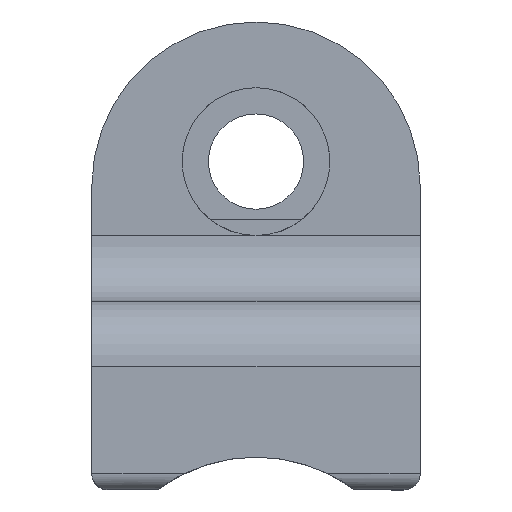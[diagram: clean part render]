
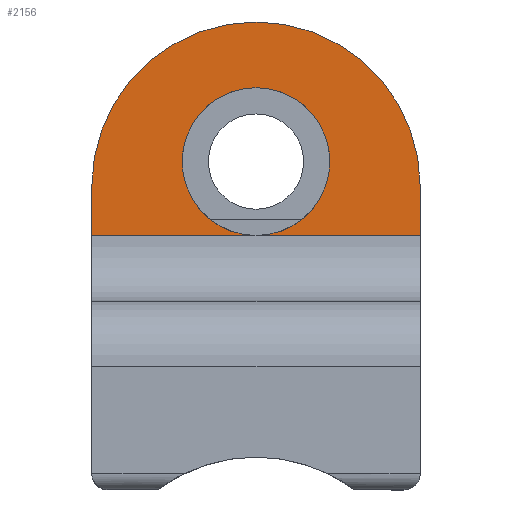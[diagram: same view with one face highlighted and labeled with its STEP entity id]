
A CAD part, left-side view. The second image highlights one B-rep face of the part: STEP entity #2156.
In plain terms, the highlighted planar face has unit normal (-1, 0, 0).
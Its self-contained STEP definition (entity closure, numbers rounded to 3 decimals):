
#128 = CARTESIAN_POINT ( 'NONE',  ( 26., 5., -4.25 ) ) ;
#147 = VERTEX_POINT ( 'NONE', #3919 ) ;
#156 = CARTESIAN_POINT ( 'NONE',  ( 26., 5., -5. ) ) ;
#286 = FACE_OUTER_BOUND ( 'NONE', #1310, .T. ) ;
#305 = DIRECTION ( 'NONE',  ( 0., 0., 1. ) ) ;
#307 = ORIENTED_EDGE ( 'NONE', *, *, #1807, .F. ) ;
#361 = CARTESIAN_POINT ( 'NONE',  ( 26., 5., -6.5 ) ) ;
#402 = FACE_BOUND ( 'NONE', #3661, .T. ) ;
#523 = VECTOR ( 'NONE', #4104, 1000. ) ;
#639 = EDGE_CURVE ( 'NONE', #147, #1013, #3432, .T. ) ;
#676 = CIRCLE ( 'NONE', #1378, 2.25 ) ;
#846 = DIRECTION ( 'NONE',  ( 0., 0., -1. ) ) ;
#873 = DIRECTION ( 'NONE',  ( 0., 0., -1. ) ) ;
#875 = CIRCLE ( 'NONE', #3177, 2.25 ) ;
#966 = EDGE_CURVE ( 'NONE', #2832, #147, #1655, .T. ) ;
#1001 = DIRECTION ( 'NONE',  ( 1., 0., 0. ) ) ;
#1013 = VERTEX_POINT ( 'NONE', #2759 ) ;
#1038 = ORIENTED_EDGE ( 'NONE', *, *, #2365, .F. ) ;
#1069 = CARTESIAN_POINT ( 'NONE',  ( 26., 0., 0. ) ) ;
#1101 = VERTEX_POINT ( 'NONE', #1130 ) ;
#1130 = CARTESIAN_POINT ( 'NONE',  ( 26., 5., -2. ) ) ;
#1154 = DIRECTION ( 'NONE',  ( 0., 0., 1. ) ) ;
#1310 = EDGE_LOOP ( 'NONE', ( #2637, #307, #1688, #2442 ) ) ;
#1378 = AXIS2_PLACEMENT_3D ( 'NONE', #128, #4270, #1154 ) ;
#1386 = VECTOR ( 'NONE', #305, 1000. ) ;
#1393 = AXIS2_PLACEMENT_3D ( 'NONE', #156, #4330, #873 ) ;
#1461 = CARTESIAN_POINT ( 'NONE',  ( 26., 10., -6.5 ) ) ;
#1655 = LINE ( 'NONE', #3063, #1386 ) ;
#1678 = CARTESIAN_POINT ( 'NONE',  ( 26., 10., -8.5 ) ) ;
#1688 = ORIENTED_EDGE ( 'NONE', *, *, #639, .F. ) ;
#1758 = CARTESIAN_POINT ( 'NONE',  ( 26., 0., -6.5 ) ) ;
#1807 = EDGE_CURVE ( 'NONE', #1013, #2966, #4222, .T. ) ;
#1965 = DIRECTION ( 'NONE',  ( 0., 0., 1. ) ) ;
#1994 = CARTESIAN_POINT ( 'NONE',  ( 26., 10., -6.5 ) ) ;
#2156 = ADVANCED_FACE ( 'NONE', ( #402, #286 ), #3369, .F. ) ;
#2218 = VECTOR ( 'NONE', #846, 1000. ) ;
#2289 = ORIENTED_EDGE ( 'NONE', *, *, #2563, .F. ) ;
#2365 = EDGE_CURVE ( 'NONE', #4192, #1101, #676, .T. ) ;
#2442 = ORIENTED_EDGE ( 'NONE', *, *, #966, .F. ) ;
#2563 = EDGE_CURVE ( 'NONE', #1101, #4192, #875, .T. ) ;
#2589 = AXIS2_PLACEMENT_3D ( 'NONE', #1678, #1001, #4058 ) ;
#2637 = ORIENTED_EDGE ( 'NONE', *, *, #3795, .F. ) ;
#2759 = CARTESIAN_POINT ( 'NONE',  ( 26., 0., -5. ) ) ;
#2832 = VERTEX_POINT ( 'NONE', #1461 ) ;
#2966 = VERTEX_POINT ( 'NONE', #1758 ) ;
#3059 = CARTESIAN_POINT ( 'NONE',  ( 26., 5., -4.25 ) ) ;
#3063 = CARTESIAN_POINT ( 'NONE',  ( 26., 10., 0. ) ) ;
#3177 = AXIS2_PLACEMENT_3D ( 'NONE', #3059, #3406, #1965 ) ;
#3369 = PLANE ( 'NONE',  #2589 ) ;
#3406 = DIRECTION ( 'NONE',  ( -1., 0., 0. ) ) ;
#3432 = CIRCLE ( 'NONE', #1393, 5. ) ;
#3442 = LINE ( 'NONE', #1994, #523 ) ;
#3661 = EDGE_LOOP ( 'NONE', ( #2289, #1038 ) ) ;
#3795 = EDGE_CURVE ( 'NONE', #2966, #2832, #3442, .T. ) ;
#3919 = CARTESIAN_POINT ( 'NONE',  ( 26., 10., -5. ) ) ;
#4058 = DIRECTION ( 'NONE',  ( 0., 0., -1. ) ) ;
#4104 = DIRECTION ( 'NONE',  ( 0., 1., 0. ) ) ;
#4192 = VERTEX_POINT ( 'NONE', #361 ) ;
#4222 = LINE ( 'NONE', #1069, #2218 ) ;
#4270 = DIRECTION ( 'NONE',  ( -1., 0., 0. ) ) ;
#4330 = DIRECTION ( 'NONE',  ( 1., 0., 0. ) ) ;
